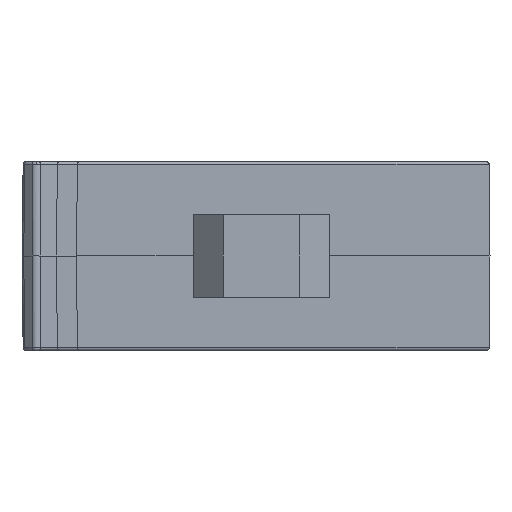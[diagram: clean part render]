
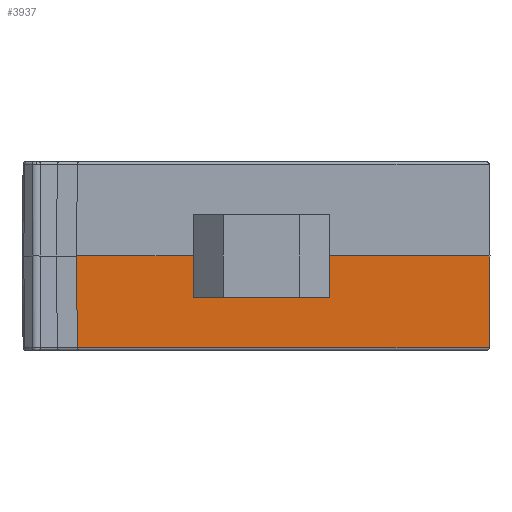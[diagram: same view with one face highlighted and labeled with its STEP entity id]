
A CAD part, front view. The second image highlights one B-rep face of the part: STEP entity #3937.
In plain terms, the highlighted planar face has unit normal (0, -1, 0).
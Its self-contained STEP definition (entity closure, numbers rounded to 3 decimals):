
#97 = DIRECTION ( 'NONE',  ( 0., 1., 0. ) ) ;
#129 = DIRECTION ( 'NONE',  ( 1., 0., 0. ) ) ;
#156 = CARTESIAN_POINT ( 'NONE',  ( -15.632, 0., -7.8 ) ) ;
#598 = CARTESIAN_POINT ( 'NONE',  ( -15.7, 0., -7.8 ) ) ;
#731 = CARTESIAN_POINT ( 'NONE',  ( -15.7, 0., -3.5 ) ) ;
#741 = VERTEX_POINT ( 'NONE', #1039 ) ;
#864 = DIRECTION ( 'NONE',  ( 0.009, 0., -1. ) ) ;
#914 = CIRCLE ( 'NONE', #5701, 3.5 ) ;
#951 = CARTESIAN_POINT ( 'NONE',  ( -0.5, 0., 0. ) ) ;
#982 = DIRECTION ( 'NONE',  ( 0., 1., 0. ) ) ;
#1002 = DIRECTION ( 'NONE',  ( 0., 0., 1. ) ) ;
#1039 = CARTESIAN_POINT ( 'NONE',  ( -4., 0., 0. ) ) ;
#1055 = CARTESIAN_POINT ( 'NONE',  ( -15.77, 0., 7.999 ) ) ;
#1068 = ORIENTED_EDGE ( 'NONE', *, *, #1639, .T. ) ;
#1207 = EDGE_CURVE ( 'NONE', #4156, #2143, #4057, .T. ) ;
#1233 = ORIENTED_EDGE ( 'NONE', *, *, #1508, .F. ) ;
#1398 = EDGE_CURVE ( 'NONE', #4028, #741, #914, .T. ) ;
#1409 = EDGE_CURVE ( 'NONE', #1545, #4038, #6004, .T. ) ;
#1508 = EDGE_CURVE ( 'NONE', #1841, #2756, #1581, .T. ) ;
#1517 = EDGE_CURVE ( 'NONE', #1545, #741, #5196, .T. ) ;
#1525 = EDGE_CURVE ( 'NONE', #2143, #4028, #2596, .T. ) ;
#1545 = VERTEX_POINT ( 'NONE', #3889 ) ;
#1581 = LINE ( 'NONE', #4647, #2909 ) ;
#1603 = EDGE_CURVE ( 'NONE', #4156, #1841, #4157, .T. ) ;
#1638 = CARTESIAN_POINT ( 'NONE',  ( -15.7, 0., 8. ) ) ;
#1639 = EDGE_CURVE ( 'NONE', #4038, #2756, #3607, .T. ) ;
#1703 = DIRECTION ( 'NONE',  ( 1., 0., 0. ) ) ;
#1749 = ORIENTED_EDGE ( 'NONE', *, *, #1409, .T. ) ;
#1841 = VERTEX_POINT ( 'NONE', #4367 ) ;
#2143 = VERTEX_POINT ( 'NONE', #2822 ) ;
#2358 = VECTOR ( 'NONE', #129, 1000. ) ;
#2555 = FACE_OUTER_BOUND ( 'NONE', #2977, .T. ) ;
#2596 = LINE ( 'NONE', #731, #3833 ) ;
#2756 = VERTEX_POINT ( 'NONE', #2929 ) ;
#2758 = VECTOR ( 'NONE', #3735, 1000. ) ;
#2822 = CARTESIAN_POINT ( 'NONE',  ( 4., 0., -3.5 ) ) ;
#2909 = VECTOR ( 'NONE', #4139, 1000. ) ;
#2929 = CARTESIAN_POINT ( 'NONE',  ( 19.332, 0., -7.8 ) ) ;
#2977 = EDGE_LOOP ( 'NONE', ( #1749, #1068, #1233, #3656, #5360, #4317, #3043, #6031 ) ) ;
#3043 = ORIENTED_EDGE ( 'NONE', *, *, #1398, .T. ) ;
#3197 = CARTESIAN_POINT ( 'NONE',  ( -0.5, 0., -3.5 ) ) ;
#3411 = AXIS2_PLACEMENT_3D ( 'NONE', #1638, #97, #3578 ) ;
#3578 = DIRECTION ( 'NONE',  ( 0., 0., 1. ) ) ;
#3607 = LINE ( 'NONE', #598, #2358 ) ;
#3651 = CARTESIAN_POINT ( 'NONE',  ( 4., 0., 0. ) ) ;
#3656 = ORIENTED_EDGE ( 'NONE', *, *, #1603, .F. ) ;
#3735 = DIRECTION ( 'NONE',  ( 1., 0., 0. ) ) ;
#3833 = VECTOR ( 'NONE', #3907, 1000. ) ;
#3889 = CARTESIAN_POINT ( 'NONE',  ( -15.7, 0., 0. ) ) ;
#3907 = DIRECTION ( 'NONE',  ( -1., 0., 0. ) ) ;
#3937 = ADVANCED_FACE ( 'NONE', ( #2555 ), #4026, .F. ) ;
#4026 = PLANE ( 'NONE',  #3411 ) ;
#4028 = VERTEX_POINT ( 'NONE', #3197 ) ;
#4038 = VERTEX_POINT ( 'NONE', #156 ) ;
#4057 = LINE ( 'NONE', #4770, #5135 ) ;
#4139 = DIRECTION ( 'NONE',  ( -0.009, 0., -1. ) ) ;
#4156 = VERTEX_POINT ( 'NONE', #3651 ) ;
#4157 = LINE ( 'NONE', #5476, #5114 ) ;
#4317 = ORIENTED_EDGE ( 'NONE', *, *, #1525, .T. ) ;
#4367 = CARTESIAN_POINT ( 'NONE',  ( 19.4, 0., 0. ) ) ;
#4473 = VECTOR ( 'NONE', #864, 1000. ) ;
#4647 = CARTESIAN_POINT ( 'NONE',  ( 19.4, 0., 0. ) ) ;
#4701 = DIRECTION ( 'NONE',  ( 0., 0., -1. ) ) ;
#4770 = CARTESIAN_POINT ( 'NONE',  ( 4., 0., 8. ) ) ;
#5114 = VECTOR ( 'NONE', #1703, 1000. ) ;
#5135 = VECTOR ( 'NONE', #4701, 1000. ) ;
#5196 = LINE ( 'NONE', #5996, #2758 ) ;
#5360 = ORIENTED_EDGE ( 'NONE', *, *, #1207, .T. ) ;
#5476 = CARTESIAN_POINT ( 'NONE',  ( -15.7, 0., 0. ) ) ;
#5701 = AXIS2_PLACEMENT_3D ( 'NONE', #951, #982, #1002 ) ;
#5996 = CARTESIAN_POINT ( 'NONE',  ( -15.7, 0., 0. ) ) ;
#6004 = LINE ( 'NONE', #1055, #4473 ) ;
#6031 = ORIENTED_EDGE ( 'NONE', *, *, #1517, .F. ) ;
